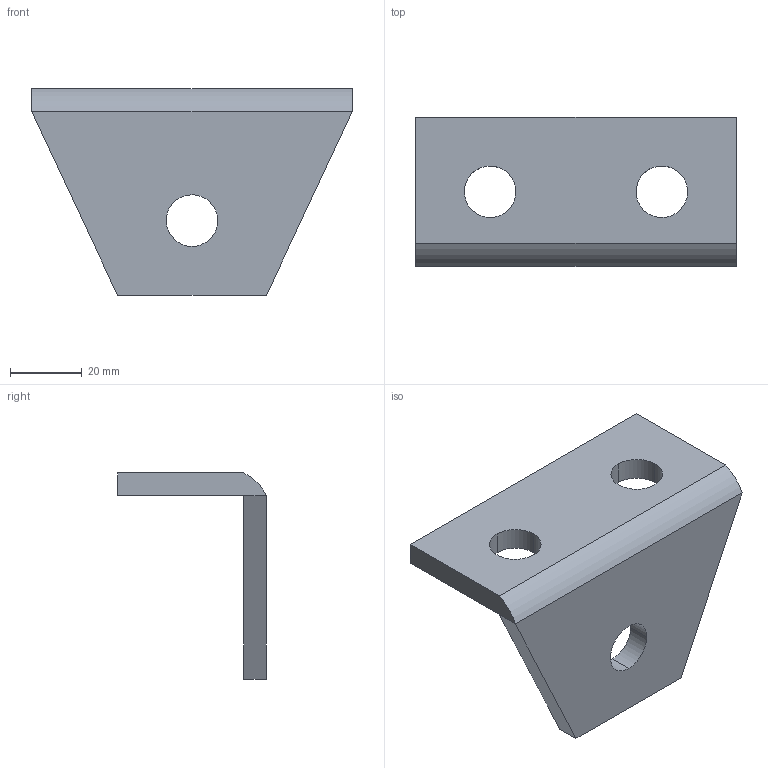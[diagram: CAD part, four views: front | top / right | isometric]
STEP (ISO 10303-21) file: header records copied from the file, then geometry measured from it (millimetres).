
FILE_DESCRIPTION(('TurboCAD Mac Pro'),'Build 980');
FILE_NAME('P1357.stp',' ',(''),(''),'ACIS Interop','IMSI','TurboCAD Mac Pro BY IMSI, INCORPORATED');
FILE_SCHEMA(('automotive_design'));
Length unit declared in the file: inch
Products named in the file (1): 1
Bounding box: 89.09 x 41.36 x 57.26 mm (x, y, z)
Volume: 40061.8 mm3; surface area: 15625.6 mm2
Topology: 1 solids, 1 shells, 23 faces, 59 edges, 38 vertices
Faces by surface type: bspline 12, plane 10, cylinder 1
Entity records: 975 total; most frequent: CARTESIAN_POINT 277, ORIENTED_EDGE 118, DIRECTION 61, EDGE_CURVE 59, VERTEX_POINT 38, LINE 33, VECTOR 33, EDGE_LOOP 29
